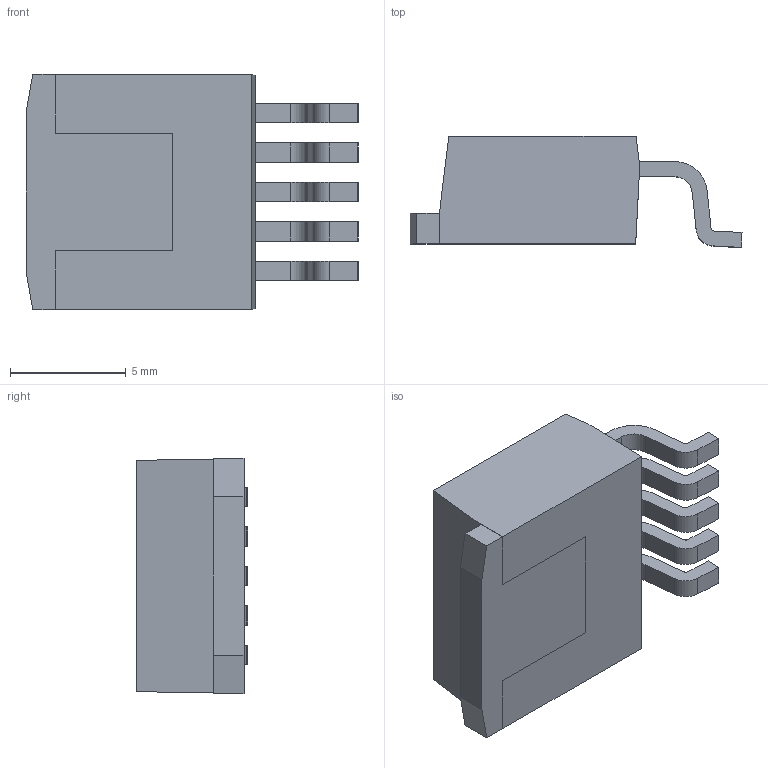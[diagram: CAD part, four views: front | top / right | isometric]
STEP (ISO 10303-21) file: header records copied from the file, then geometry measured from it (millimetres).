
FILE_DESCRIPTION(/* description */ (''),/* implementation_level */ '2;1');
FILE_NAME(/* name */ 'LP38856S-1.step',/* time_stamp */ '2021-11-02T14:03:38+01:00',/* author */ (''),/* organization */ (''),/* preprocessor_version */ 'ST-DEVELOPER v18.1',/* originating_system */ 'Autodesk Translation Framework v10.10.0.1391',/* authorisation */ '');
FILE_SCHEMA (('AUTOMOTIVE_DESIGN { 1 0 10303 214 3 1 1 }'));
Length unit declared in the file: inch
Products named in the file (1): (Non enregistré)
Bounding box: 14.35 x 4.8 x 10.16 mm (x, y, z)
Volume: 429.1 mm3; surface area: 580.2 mm2
Topology: 8 solids, 8 shells, 101 faces, 250 edges, 166 vertices
Faces by surface type: plane 79, cylinder 22
Full cylindrical faces by diameter (mm): 1.397 x2
Entity records: 3021 total; most frequent: CARTESIAN_POINT 518, ORIENTED_EDGE 500, DIRECTION 498, EDGE_CURVE 250, LINE 206, VECTOR 206, VERTEX_POINT 166, AXIS2_PLACEMENT_3D 146
